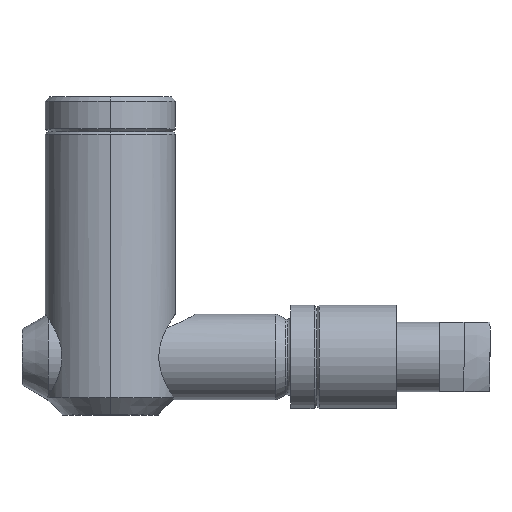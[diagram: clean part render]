
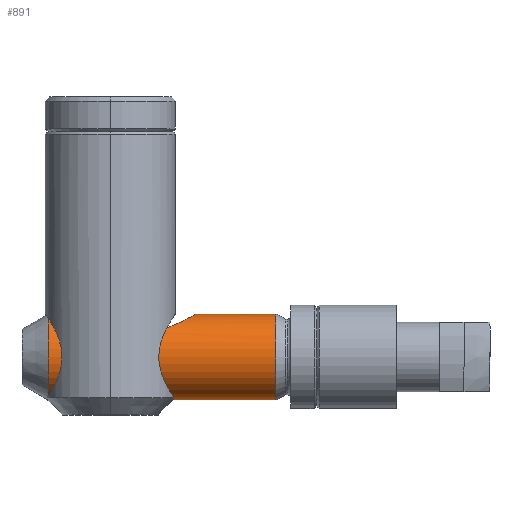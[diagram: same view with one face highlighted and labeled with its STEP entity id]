
A CAD part, top view. The second image highlights one B-rep face of the part: STEP entity #891.
In plain terms, the highlighted cylindrical face has radius 4.95 mm (diameter 9.9 mm), a partial arc.
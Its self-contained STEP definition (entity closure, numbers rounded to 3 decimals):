
#11 = EDGE_LOOP ( 'NONE', ( #851, #468, #2177, #2206, #1487, #2183 ) ) ;
#18 = CIRCLE ( 'NONE', #1804, 4.95 ) ;
#48 = EDGE_CURVE ( 'NONE', #1855, #554, #499, .T. ) ;
#55 = CARTESIAN_POINT ( 'NONE',  ( 9.875, -25.05, 0.171 ) ) ;
#90 = CARTESIAN_POINT ( 'NONE',  ( 43.8, -25.05, 0. ) ) ;
#107 = CARTESIAN_POINT ( 'NONE',  ( -1.875, -25.05, 0.171 ) ) ;
#151 = CARTESIAN_POINT ( 'NONE',  ( 0.493, -26.257, 3.245 ) ) ;
#166 = CARTESIAN_POINT ( 'NONE',  ( 9.64, -25.183, 1.15 ) ) ;
#217 = CARTESIAN_POINT ( 'NONE',  ( 19.1, -25.05, 0. ) ) ;
#219 = CARTESIAN_POINT ( 'NONE',  ( 9.126, -25.464, 1.987 ) ) ;
#246 = LINE ( 'NONE', #90, #2205 ) ;
#275 = CARTESIAN_POINT ( 'NONE',  ( 2.326, -26.89, 3.853 ) ) ;
#284 = CARTESIAN_POINT ( 'NONE',  ( -1.753, -25.119, 0.839 ) ) ;
#293 = VECTOR ( 'NONE', #2187, 1000. ) ;
#368 = DIRECTION ( 'NONE',  ( 0., 1., 0. ) ) ;
#445 = CARTESIAN_POINT ( 'NONE',  ( -1.58, -25.216, 1.311 ) ) ;
#468 = ORIENTED_EDGE ( 'NONE', *, *, #877, .T. ) ;
#499 = LINE ( 'NONE', #1871, #293 ) ;
#518 = CARTESIAN_POINT ( 'NONE',  ( 19.1, -30., 0. ) ) ;
#528 = DIRECTION ( 'NONE',  ( -1., 0., 0. ) ) ;
#554 = VERTEX_POINT ( 'NONE', #1401 ) ;
#604 = DIRECTION ( 'NONE',  ( -1., 0., 0. ) ) ;
#627 = CARTESIAN_POINT ( 'NONE',  ( 5.35, -26.963, 3.909 ) ) ;
#638 = CARTESIAN_POINT ( 'NONE',  ( 1.691, -26.712, 3.702 ) ) ;
#660 = CARTESIAN_POINT ( 'NONE',  ( 2.656, -26.964, 3.91 ) ) ;
#678 = CARTESIAN_POINT ( 'NONE',  ( 19.1, -34.95, 0. ) ) ;
#758 = VERTEX_POINT ( 'NONE', #1856 ) ;
#797 = CARTESIAN_POINT ( 'NONE',  ( 3.325, -27.064, 3.986 ) ) ;
#811 = CARTESIAN_POINT ( 'NONE',  ( -1.027, -25.518, 2.119 ) ) ;
#851 = ORIENTED_EDGE ( 'NONE', *, *, #48, .F. ) ;
#856 = CARTESIAN_POINT ( 'NONE',  ( 9.859, -25.059, 0.343 ) ) ;
#874 = DIRECTION ( 'NONE',  ( -1., 0., 0. ) ) ;
#877 = EDGE_CURVE ( 'NONE', #1855, #1933, #990, .T. ) ;
#891 = ADVANCED_FACE ( 'NONE', ( #1221 ), #1556, .T. ) ;
#896 = B_SPLINE_CURVE_WITH_KNOTS ( 'NONE', 3,
 ( #1980, #107, #1695, #1518, #284, #445, #1813, #811, #1148, #1502, #1649, #151, #2168, #2189, #638, #275, #660, #797, #1486, #2155, #1333, #627, #2000, #1323, #1831, #1544, #1430, #1596, #1438, #2048, #219, #912, #1764, #1888, #166, #1618, #1025, #856, #55, #1778 ),
 .UNSPECIFIED., .F., .F.,
 ( 4, 2, 2, 2, 2, 2, 2, 2, 2, 2, 2, 2, 2, 2, 2, 2, 2, 2, 2, 4 ),
 ( 0.02, 0.021, 0.021, 0.022, 0.023, 0.024, 0.025, 0.026, 0.027, 0.029, 0.03, 0.031, 0.033, 0.034, 0.034, 0.035, 0.035, 0.036, 0.036, 0.037 ),
 .UNSPECIFIED. ) ;
#899 = EDGE_CURVE ( 'NONE', #758, #1591, #246, .T. ) ;
#912 = CARTESIAN_POINT ( 'NONE',  ( 9.321, -25.359, 1.727 ) ) ;
#990 = CIRCLE ( 'NONE', #1886, 4.95 ) ;
#1025 = CARTESIAN_POINT ( 'NONE',  ( 9.798, -25.093, 0.675 ) ) ;
#1120 = DIRECTION ( 'NONE',  ( -1., 0., 0. ) ) ;
#1138 = CARTESIAN_POINT ( 'NONE',  ( -7.2, -30., 0. ) ) ;
#1148 = CARTESIAN_POINT ( 'NONE',  ( -0.801, -25.637, 2.35 ) ) ;
#1213 = VERTEX_POINT ( 'NONE', #1721 ) ;
#1221 = FACE_OUTER_BOUND ( 'NONE', #11, .T. ) ;
#1286 = CARTESIAN_POINT ( 'NONE',  ( 43.8, -25.05, 0. ) ) ;
#1323 = CARTESIAN_POINT ( 'NONE',  ( 6.632, -26.621, 3.625 ) ) ;
#1333 = CARTESIAN_POINT ( 'NONE',  ( 4.682, -27.063, 3.985 ) ) ;
#1401 = CARTESIAN_POINT ( 'NONE',  ( -7.2, -34.95, 0. ) ) ;
#1430 = CARTESIAN_POINT ( 'NONE',  ( 8.323, -25.878, 2.752 ) ) ;
#1438 = CARTESIAN_POINT ( 'NONE',  ( 8.799, -25.637, 2.341 ) ) ;
#1473 = EDGE_CURVE ( 'NONE', #758, #1213, #896, .T. ) ;
#1486 = CARTESIAN_POINT ( 'NONE',  ( 3.662, -27.091, 4.005 ) ) ;
#1487 = ORIENTED_EDGE ( 'NONE', *, *, #899, .T. ) ;
#1502 = CARTESIAN_POINT ( 'NONE',  ( -0.314, -25.883, 2.758 ) ) ;
#1518 = CARTESIAN_POINT ( 'NONE',  ( -1.799, -25.093, 0.674 ) ) ;
#1544 = CARTESIAN_POINT ( 'NONE',  ( 8.064, -26.004, 2.928 ) ) ;
#1556 = CYLINDRICAL_SURFACE ( 'NONE', #2061, 4.95 ) ;
#1564 = VECTOR ( 'NONE', #1120, 1000. ) ;
#1591 = VERTEX_POINT ( 'NONE', #1873 ) ;
#1596 = CARTESIAN_POINT ( 'NONE',  ( 8.683, -25.696, 2.448 ) ) ;
#1618 = CARTESIAN_POINT ( 'NONE',  ( 9.754, -25.118, 0.836 ) ) ;
#1630 = DIRECTION ( 'NONE',  ( -1., 0., 0. ) ) ;
#1649 = CARTESIAN_POINT ( 'NONE',  ( -0.054, -26.009, 2.935 ) ) ;
#1655 = LINE ( 'NONE', #1286, #1564 ) ;
#1667 = EDGE_CURVE ( 'NONE', #554, #1591, #18, .T. ) ;
#1675 = EDGE_CURVE ( 'NONE', #1933, #1213, #1655, .T. ) ;
#1695 = CARTESIAN_POINT ( 'NONE',  ( -1.86, -25.059, 0.34 ) ) ;
#1721 = CARTESIAN_POINT ( 'NONE',  ( 9.875, -25.05, 0. ) ) ;
#1764 = CARTESIAN_POINT ( 'NONE',  ( 9.41, -25.31, 1.591 ) ) ;
#1778 = CARTESIAN_POINT ( 'NONE',  ( 9.875, -25.05, 0. ) ) ;
#1787 = DIRECTION ( 'NONE',  ( 0., 1., 0. ) ) ;
#1804 = AXIS2_PLACEMENT_3D ( 'NONE', #1138, #604, #1787 ) ;
#1813 = CARTESIAN_POINT ( 'NONE',  ( -1.414, -25.308, 1.603 ) ) ;
#1831 = CARTESIAN_POINT ( 'NONE',  ( 7.241, -26.378, 3.397 ) ) ;
#1855 = VERTEX_POINT ( 'NONE', #678 ) ;
#1856 = CARTESIAN_POINT ( 'NONE',  ( -1.875, -25.05, 0. ) ) ;
#1871 = CARTESIAN_POINT ( 'NONE',  ( 43.8, -34.95, 0. ) ) ;
#1873 = CARTESIAN_POINT ( 'NONE',  ( -7.2, -25.05, 0. ) ) ;
#1886 = AXIS2_PLACEMENT_3D ( 'NONE', #518, #874, #2103 ) ;
#1888 = CARTESIAN_POINT ( 'NONE',  ( 9.569, -25.222, 1.303 ) ) ;
#1933 = VERTEX_POINT ( 'NONE', #217 ) ;
#1980 = CARTESIAN_POINT ( 'NONE',  ( -1.875, -25.05, 0. ) ) ;
#2000 = CARTESIAN_POINT ( 'NONE',  ( 5.675, -26.89, 3.852 ) ) ;
#2048 = CARTESIAN_POINT ( 'NONE',  ( 9.02, -25.521, 2.11 ) ) ;
#2061 = AXIS2_PLACEMENT_3D ( 'NONE', #2069, #528, #368 ) ;
#2069 = CARTESIAN_POINT ( 'NONE',  ( 43.8, -30., 0. ) ) ;
#2103 = DIRECTION ( 'NONE',  ( 0., 1., 0. ) ) ;
#2155 = CARTESIAN_POINT ( 'NONE',  ( 4.339, -27.091, 4.005 ) ) ;
#2168 = CARTESIAN_POINT ( 'NONE',  ( 0.784, -26.38, 3.38 ) ) ;
#2177 = ORIENTED_EDGE ( 'NONE', *, *, #1675, .T. ) ;
#2183 = ORIENTED_EDGE ( 'NONE', *, *, #1667, .F. ) ;
#2187 = DIRECTION ( 'NONE',  ( -1., 0., 0. ) ) ;
#2189 = CARTESIAN_POINT ( 'NONE',  ( 1.383, -26.608, 3.608 ) ) ;
#2205 = VECTOR ( 'NONE', #1630, 1000. ) ;
#2206 = ORIENTED_EDGE ( 'NONE', *, *, #1473, .F. ) ;
